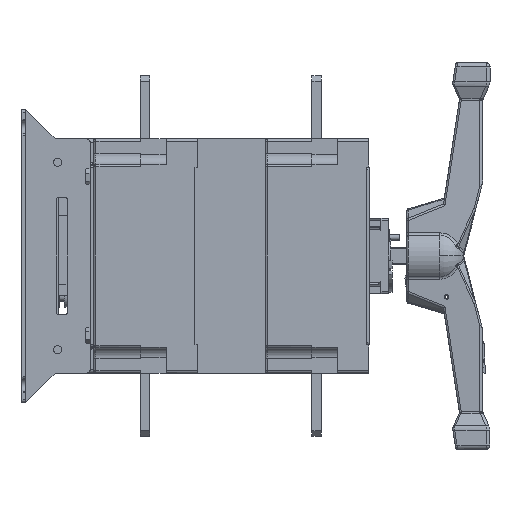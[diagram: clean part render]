
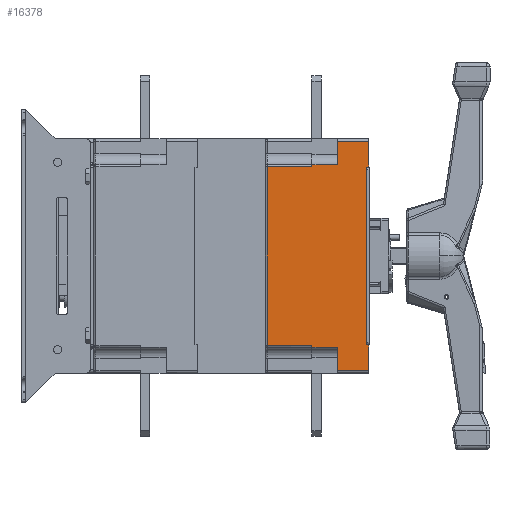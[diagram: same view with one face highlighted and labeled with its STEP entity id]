
A CAD part, left-side view. The second image highlights one B-rep face of the part: STEP entity #16378.
In plain terms, the highlighted planar face has unit normal (-1, 0, 0).
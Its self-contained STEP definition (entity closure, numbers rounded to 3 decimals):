
#3394 = DIRECTION ( 'NONE',  ( 0., 0., 1. ) ) ;
#3647 = CARTESIAN_POINT ( 'NONE',  ( -189., 84.5, -76.25 ) ) ;
#8468 = EDGE_LOOP ( 'NONE', ( #98561, #32877, #36102, #86371, #137869, #73807, #127754, #125684, #112652, #122735, #78252, #107307, #82104, #19486, #109863, #90935 ) ) ;
#11171 = EDGE_CURVE ( 'NONE', #135834, #80713, #73451, .T. ) ;
#12550 = VERTEX_POINT ( 'NONE', #86396 ) ;
#13410 = LINE ( 'NONE', #112767, #93722 ) ;
#14199 = CARTESIAN_POINT ( 'NONE',  ( -189., -2., 100. ) ) ;
#14606 = EDGE_CURVE ( 'NONE', #108447, #55107, #117666, .T. ) ;
#15919 = CARTESIAN_POINT ( 'NONE',  ( -189., 24.5, -100. ) ) ;
#16174 = LINE ( 'NONE', #3647, #95414 ) ;
#16246 = VECTOR ( 'NONE', #129986, 1000. ) ;
#16378 = ADVANCED_FACE ( 'NONE', ( #65543 ), #154868, .F. ) ;
#19486 = ORIENTED_EDGE ( 'NONE', *, *, #102664, .T. ) ;
#20999 = CARTESIAN_POINT ( 'NONE',  ( -189., -2., -98. ) ) ;
#22333 = CARTESIAN_POINT ( 'NONE',  ( -189., 24.5, -78. ) ) ;
#23039 = DIRECTION ( 'NONE',  ( 0., 1., 0. ) ) ;
#24271 = DIRECTION ( 'NONE',  ( 0., 0., 1. ) ) ;
#25073 = EDGE_CURVE ( 'NONE', #154041, #80713, #13410, .T. ) ;
#25176 = VECTOR ( 'NONE', #36177, 1000. ) ;
#25538 = VERTEX_POINT ( 'NONE', #60027 ) ;
#27647 = VECTOR ( 'NONE', #23039, 1000. ) ;
#32877 = ORIENTED_EDGE ( 'NONE', *, *, #90534, .T. ) ;
#33479 = VERTEX_POINT ( 'NONE', #92516 ) ;
#36102 = ORIENTED_EDGE ( 'NONE', *, *, #11171, .T. ) ;
#36177 = DIRECTION ( 'NONE',  ( 0., 0., 1. ) ) ;
#36608 = CARTESIAN_POINT ( 'NONE',  ( -189., 86.5, 76.25 ) ) ;
#37861 = VECTOR ( 'NONE', #77076, 1000. ) ;
#38436 = CARTESIAN_POINT ( 'NONE',  ( -189., 0., -100. ) ) ;
#38824 = EDGE_CURVE ( 'NONE', #64356, #74277, #79337, .T. ) ;
#39303 = EDGE_CURVE ( 'NONE', #108447, #33479, #110749, .T. ) ;
#40538 = DIRECTION ( 'NONE',  ( 1., 0., 0. ) ) ;
#40741 = AXIS2_PLACEMENT_3D ( 'NONE', #101466, #40538, #51393 ) ;
#42705 = CARTESIAN_POINT ( 'NONE',  ( -189., -2., 76. ) ) ;
#43998 = CARTESIAN_POINT ( 'NONE',  ( -189., 46.5, -100. ) ) ;
#47330 = CARTESIAN_POINT ( 'NONE',  ( -189., 46.5, -76.25 ) ) ;
#51393 = DIRECTION ( 'NONE',  ( 0., 1., 0. ) ) ;
#51570 = LINE ( 'NONE', #128347, #16246 ) ;
#55107 = VERTEX_POINT ( 'NONE', #98687 ) ;
#55714 = LINE ( 'NONE', #43998, #107137 ) ;
#57621 = EDGE_CURVE ( 'NONE', #160220, #25538, #150503, .T. ) ;
#59302 = CARTESIAN_POINT ( 'NONE',  ( -189., 86.5, -76.25 ) ) ;
#60027 = CARTESIAN_POINT ( 'NONE',  ( -189., -2., -76. ) ) ;
#62652 = VECTOR ( 'NONE', #100054, 1000. ) ;
#64356 = VERTEX_POINT ( 'NONE', #158343 ) ;
#65543 = FACE_OUTER_BOUND ( 'NONE', #8468, .T. ) ;
#69814 = EDGE_CURVE ( 'NONE', #74277, #154041, #85628, .T. ) ;
#71231 = EDGE_CURVE ( 'NONE', #107454, #124574, #85882, .T. ) ;
#71475 = DIRECTION ( 'NONE',  ( 0., 0., 1. ) ) ;
#73451 = LINE ( 'NONE', #59302, #98142 ) ;
#73807 = ORIENTED_EDGE ( 'NONE', *, *, #38824, .F. ) ;
#74277 = VERTEX_POINT ( 'NONE', #22333 ) ;
#77076 = DIRECTION ( 'NONE',  ( 0., 1., 0. ) ) ;
#78252 = ORIENTED_EDGE ( 'NONE', *, *, #113344, .F. ) ;
#78606 = LINE ( 'NONE', #42705, #118888 ) ;
#79337 = LINE ( 'NONE', #15919, #87700 ) ;
#80713 = VERTEX_POINT ( 'NONE', #47330 ) ;
#82104 = ORIENTED_EDGE ( 'NONE', *, *, #39303, .T. ) ;
#85200 = VECTOR ( 'NONE', #148309, 1000. ) ;
#85456 = CARTESIAN_POINT ( 'NONE',  ( -189., 46.5, 78. ) ) ;
#85628 = LINE ( 'NONE', #110689, #27647 ) ;
#85632 = VERTEX_POINT ( 'NONE', #161768 ) ;
#85882 = LINE ( 'NONE', #107652, #62652 ) ;
#86371 = ORIENTED_EDGE ( 'NONE', *, *, #25073, .F. ) ;
#86396 = CARTESIAN_POINT ( 'NONE',  ( -189., 46.5, 76.25 ) ) ;
#87698 = DIRECTION ( 'NONE',  ( 0., 0., 1. ) ) ;
#87700 = VECTOR ( 'NONE', #3394, 1000. ) ;
#90318 = VERTEX_POINT ( 'NONE', #108907 ) ;
#90534 = EDGE_CURVE ( 'NONE', #90318, #135834, #16174, .T. ) ;
#90935 = ORIENTED_EDGE ( 'NONE', *, *, #104497, .F. ) ;
#91971 = VECTOR ( 'NONE', #138420, 1000. ) ;
#92072 = CARTESIAN_POINT ( 'NONE',  ( -189., -2., -76. ) ) ;
#92516 = CARTESIAN_POINT ( 'NONE',  ( -189., 24.5, 98. ) ) ;
#92808 = VECTOR ( 'NONE', #144614, 1000. ) ;
#93722 = VECTOR ( 'NONE', #87698, 1000. ) ;
#95414 = VECTOR ( 'NONE', #156379, 1000. ) ;
#96402 = VECTOR ( 'NONE', #24271, 1000. ) ;
#98033 = CARTESIAN_POINT ( 'NONE',  ( -189., 46.5, -78. ) ) ;
#98142 = VECTOR ( 'NONE', #164392, 1000. ) ;
#98373 = LINE ( 'NONE', #36608, #91971 ) ;
#98561 = ORIENTED_EDGE ( 'NONE', *, *, #109768, .T. ) ;
#98687 = CARTESIAN_POINT ( 'NONE',  ( -189., -2., 76. ) ) ;
#100054 = DIRECTION ( 'NONE',  ( 0., 1., 0. ) ) ;
#101466 = CARTESIAN_POINT ( 'NONE',  ( -189., 86.5, -100. ) ) ;
#102664 = EDGE_CURVE ( 'NONE', #33479, #107454, #51570, .T. ) ;
#103999 = EDGE_CURVE ( 'NONE', #85632, #137497, #138593, .T. ) ;
#104497 = EDGE_CURVE ( 'NONE', #12550, #124574, #55714, .T. ) ;
#107137 = VECTOR ( 'NONE', #71475, 1000. ) ;
#107307 = ORIENTED_EDGE ( 'NONE', *, *, #14606, .F. ) ;
#107454 = VERTEX_POINT ( 'NONE', #111033 ) ;
#107652 = CARTESIAN_POINT ( 'NONE',  ( -189., 24.5, 78. ) ) ;
#108447 = VERTEX_POINT ( 'NONE', #122586 ) ;
#108907 = CARTESIAN_POINT ( 'NONE',  ( -189., 84.5, 76.25 ) ) ;
#109768 = EDGE_CURVE ( 'NONE', #12550, #90318, #98373, .T. ) ;
#109863 = ORIENTED_EDGE ( 'NONE', *, *, #71231, .T. ) ;
#109933 = CARTESIAN_POINT ( 'NONE',  ( -189., 46.5, 98. ) ) ;
#110689 = CARTESIAN_POINT ( 'NONE',  ( -189., 24.5, -78. ) ) ;
#110749 = LINE ( 'NONE', #109933, #85200 ) ;
#111033 = CARTESIAN_POINT ( 'NONE',  ( -189., 24.5, 78. ) ) ;
#112652 = ORIENTED_EDGE ( 'NONE', *, *, #150486, .T. ) ;
#112767 = CARTESIAN_POINT ( 'NONE',  ( -189., 46.5, -100. ) ) ;
#113344 = EDGE_CURVE ( 'NONE', #55107, #137497, #78606, .T. ) ;
#115992 = DIRECTION ( 'NONE',  ( 0., 0., -1. ) ) ;
#117666 = LINE ( 'NONE', #14199, #117694 ) ;
#117694 = VECTOR ( 'NONE', #115992, 1000. ) ;
#118888 = VECTOR ( 'NONE', #144535, 1000. ) ;
#119534 = LINE ( 'NONE', #121178, #92808 ) ;
#121178 = CARTESIAN_POINT ( 'NONE',  ( -189., 46.5, -98. ) ) ;
#122586 = CARTESIAN_POINT ( 'NONE',  ( -189., -2., 98. ) ) ;
#122735 = ORIENTED_EDGE ( 'NONE', *, *, #103999, .T. ) ;
#123002 = CARTESIAN_POINT ( 'NONE',  ( -189., -2., -100. ) ) ;
#124574 = VERTEX_POINT ( 'NONE', #85456 ) ;
#125684 = ORIENTED_EDGE ( 'NONE', *, *, #57621, .T. ) ;
#127754 = ORIENTED_EDGE ( 'NONE', *, *, #127859, .T. ) ;
#127859 = EDGE_CURVE ( 'NONE', #64356, #160220, #119534, .T. ) ;
#128347 = CARTESIAN_POINT ( 'NONE',  ( -189., 24.5, 100. ) ) ;
#129986 = DIRECTION ( 'NONE',  ( 0., 0., -1. ) ) ;
#135834 = VERTEX_POINT ( 'NONE', #141692 ) ;
#137497 = VERTEX_POINT ( 'NONE', #163525 ) ;
#137869 = ORIENTED_EDGE ( 'NONE', *, *, #69814, .F. ) ;
#138420 = DIRECTION ( 'NONE',  ( 0., 1., 0. ) ) ;
#138593 = LINE ( 'NONE', #38436, #96402 ) ;
#140495 = LINE ( 'NONE', #92072, #37861 ) ;
#141692 = CARTESIAN_POINT ( 'NONE',  ( -189., 84.5, -76.25 ) ) ;
#144535 = DIRECTION ( 'NONE',  ( 0., 1., 0. ) ) ;
#144614 = DIRECTION ( 'NONE',  ( 0., -1., 0. ) ) ;
#148309 = DIRECTION ( 'NONE',  ( 0., 1., 0. ) ) ;
#150486 = EDGE_CURVE ( 'NONE', #25538, #85632, #140495, .T. ) ;
#150503 = LINE ( 'NONE', #123002, #25176 ) ;
#154041 = VERTEX_POINT ( 'NONE', #98033 ) ;
#154868 = PLANE ( 'NONE',  #40741 ) ;
#156379 = DIRECTION ( 'NONE',  ( 0., 0., -1. ) ) ;
#158343 = CARTESIAN_POINT ( 'NONE',  ( -189., 24.5, -98. ) ) ;
#160220 = VERTEX_POINT ( 'NONE', #20999 ) ;
#161768 = CARTESIAN_POINT ( 'NONE',  ( -189., 0., -76. ) ) ;
#163525 = CARTESIAN_POINT ( 'NONE',  ( -189., 0., 76. ) ) ;
#164392 = DIRECTION ( 'NONE',  ( 0., -1., 0. ) ) ;
